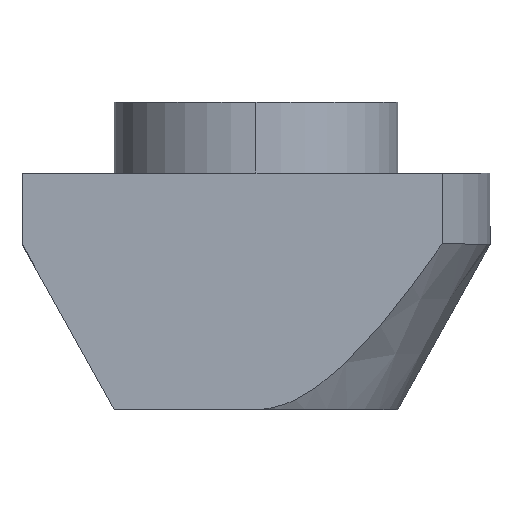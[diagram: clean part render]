
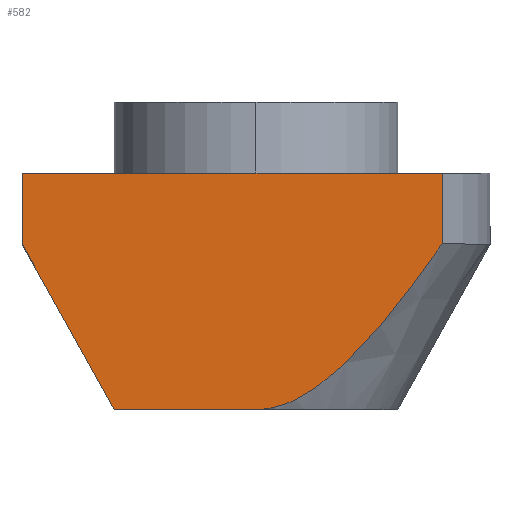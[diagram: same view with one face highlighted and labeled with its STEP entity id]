
A CAD part, top view. The second image highlights one B-rep face of the part: STEP entity #582.
In plain terms, the highlighted planar face has unit normal (0, 0, 1).
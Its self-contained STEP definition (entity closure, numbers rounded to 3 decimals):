
#12 = DIRECTION ( 'NONE',  ( -1., 0., 0. ) ) ;
#14 = EDGE_CURVE ( 'NONE', #481, #525, #446, .T. ) ;
#15 = FACE_OUTER_BOUND ( 'NONE', #118, .T. ) ;
#24 = CARTESIAN_POINT ( 'NONE',  ( 3.937, -6.5, 3. ) ) ;
#60 = EDGE_CURVE ( 'NONE', #481, #141, #317, .T. ) ;
#65 = PLANE ( 'NONE',  #234 ) ;
#74 = VECTOR ( 'NONE', #87, 1000. ) ;
#76 = VECTOR ( 'NONE', #604, 1000. ) ;
#85 = VECTOR ( 'NONE', #611, 1000. ) ;
#87 = DIRECTION ( 'NONE',  ( -1., 0., 0. ) ) ;
#88 = B_SPLINE_CURVE_WITH_KNOTS ( 'NONE', 3,
 ( #600, #352, #167, #265, #220, #590, #543, #103, #304, #462, #515, #323, #614, #269, #619, #520 ),
 .UNSPECIFIED., .F., .F.,
 ( 4, 2, 2, 2, 2, 2, 2, 4 ),
 ( 0.006, 0.008, 0.009, 0.01, 0.01, 0.011, 0.011, 0.012 ),
 .UNSPECIFIED. ) ;
#91 = EDGE_CURVE ( 'NONE', #473, #525, #88, .T. ) ;
#94 = CARTESIAN_POINT ( 'NONE',  ( -3., -1.5, 3. ) ) ;
#103 = CARTESIAN_POINT ( 'NONE',  ( 1.629, -5.763, 3. ) ) ;
#115 = CARTESIAN_POINT ( 'NONE',  ( 0., 0., 3. ) ) ;
#118 = EDGE_LOOP ( 'NONE', ( #325, #384, #441, #238, #146, #139, #154 ) ) ;
#122 = VERTEX_POINT ( 'NONE', #281 ) ;
#126 = EDGE_CURVE ( 'NONE', #404, #246, #566, .T. ) ;
#139 = ORIENTED_EDGE ( 'NONE', *, *, #386, .T. ) ;
#141 = VERTEX_POINT ( 'NONE', #190 ) ;
#146 = ORIENTED_EDGE ( 'NONE', *, *, #126, .T. ) ;
#154 = ORIENTED_EDGE ( 'NONE', *, *, #332, .T. ) ;
#167 = CARTESIAN_POINT ( 'NONE',  ( 3.413, -3.736, 3. ) ) ;
#179 = DIRECTION ( 'NONE',  ( 0., -1., 0. ) ) ;
#190 = CARTESIAN_POINT ( 'NONE',  ( -4.95, -3., 3. ) ) ;
#214 = EDGE_CURVE ( 'NONE', #473, #404, #459, .T. ) ;
#217 = LINE ( 'NONE', #505, #224 ) ;
#220 = CARTESIAN_POINT ( 'NONE',  ( 2.577, -4.799, 3. ) ) ;
#224 = VECTOR ( 'NONE', #179, 1000. ) ;
#234 = AXIS2_PLACEMENT_3D ( 'NONE', #115, #494, #12 ) ;
#238 = ORIENTED_EDGE ( 'NONE', *, *, #214, .T. ) ;
#245 = LINE ( 'NONE', #94, #74 ) ;
#246 = VERTEX_POINT ( 'NONE', #612 ) ;
#265 = CARTESIAN_POINT ( 'NONE',  ( 2.862, -4.45, 3. ) ) ;
#269 = CARTESIAN_POINT ( 'NONE',  ( 0.229, -6.488, 3. ) ) ;
#281 = CARTESIAN_POINT ( 'NONE',  ( -4.95, -1.5, 3. ) ) ;
#294 = VECTOR ( 'NONE', #503, 1000. ) ;
#304 = CARTESIAN_POINT ( 'NONE',  ( 1.452, -5.91, 3. ) ) ;
#317 = LINE ( 'NONE', #509, #294 ) ;
#323 = CARTESIAN_POINT ( 'NONE',  ( 0.561, -6.41, 3. ) ) ;
#325 = ORIENTED_EDGE ( 'NONE', *, *, #60, .F. ) ;
#332 = EDGE_CURVE ( 'NONE', #122, #141, #217, .T. ) ;
#352 = CARTESIAN_POINT ( 'NONE',  ( 3.678, -3.37, 3. ) ) ;
#384 = ORIENTED_EDGE ( 'NONE', *, *, #14, .T. ) ;
#386 = EDGE_CURVE ( 'NONE', #246, #122, #245, .T. ) ;
#398 = CARTESIAN_POINT ( 'NONE',  ( -3., -6.5, 3. ) ) ;
#399 = CARTESIAN_POINT ( 'NONE',  ( -4.95, -6.5, 3. ) ) ;
#404 = VERTEX_POINT ( 'NONE', #487 ) ;
#419 = CARTESIAN_POINT ( 'NONE',  ( 3., -1.5, 3. ) ) ;
#441 = ORIENTED_EDGE ( 'NONE', *, *, #91, .F. ) ;
#446 = LINE ( 'NONE', #399, #568 ) ;
#457 = CARTESIAN_POINT ( 'NONE',  ( 0., -6.5, 3. ) ) ;
#459 = LINE ( 'NONE', #24, #76 ) ;
#462 = CARTESIAN_POINT ( 'NONE',  ( 1.079, -6.171, 3. ) ) ;
#473 = VERTEX_POINT ( 'NONE', #542 ) ;
#481 = VERTEX_POINT ( 'NONE', #398 ) ;
#487 = CARTESIAN_POINT ( 'NONE',  ( 3.937, -1.5, 3. ) ) ;
#494 = DIRECTION ( 'NONE',  ( 0., 0., -1. ) ) ;
#503 = DIRECTION ( 'NONE',  ( -0.487, 0.874, 0. ) ) ;
#505 = CARTESIAN_POINT ( 'NONE',  ( -4.95, -1.5, 3. ) ) ;
#509 = CARTESIAN_POINT ( 'NONE',  ( -3., -6.5, 3. ) ) ;
#515 = CARTESIAN_POINT ( 'NONE',  ( 0.879, -6.286, 3. ) ) ;
#520 = CARTESIAN_POINT ( 'NONE',  ( 0., -6.5, 3. ) ) ;
#525 = VERTEX_POINT ( 'NONE', #457 ) ;
#542 = CARTESIAN_POINT ( 'NONE',  ( 3.937, -3., 3. ) ) ;
#543 = CARTESIAN_POINT ( 'NONE',  ( 1.962, -5.456, 3. ) ) ;
#566 = LINE ( 'NONE', #419, #85 ) ;
#568 = VECTOR ( 'NONE', #595, 1000. ) ;
#582 = ADVANCED_FACE ( 'NONE', ( #15 ), #65, .F. ) ;
#590 = CARTESIAN_POINT ( 'NONE',  ( 2.119, -5.295, 3. ) ) ;
#595 = DIRECTION ( 'NONE',  ( 1., 0., 0. ) ) ;
#600 = CARTESIAN_POINT ( 'NONE',  ( 3.937, -3., 3. ) ) ;
#604 = DIRECTION ( 'NONE',  ( 0., 1., 0. ) ) ;
#611 = DIRECTION ( 'NONE',  ( -1., 0., 0. ) ) ;
#612 = CARTESIAN_POINT ( 'NONE',  ( 0., -1.5, 3. ) ) ;
#614 = CARTESIAN_POINT ( 'NONE',  ( 0.452, -6.443, 3. ) ) ;
#619 = CARTESIAN_POINT ( 'NONE',  ( 0.113, -6.5, 3. ) ) ;
